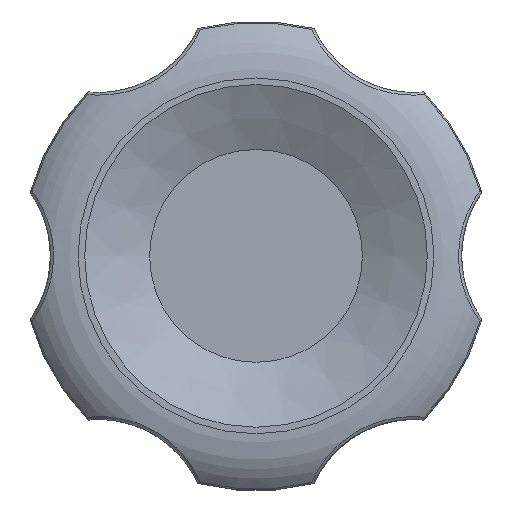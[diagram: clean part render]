
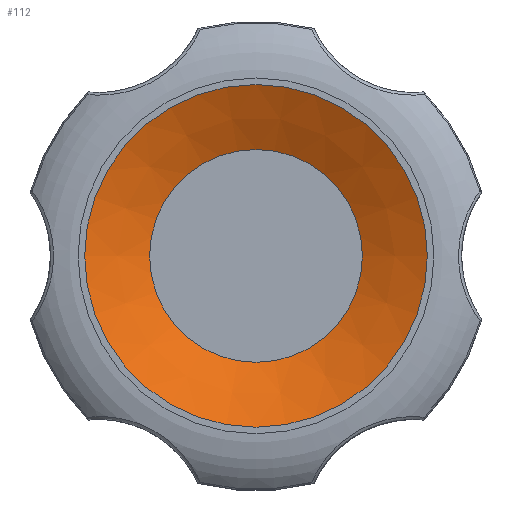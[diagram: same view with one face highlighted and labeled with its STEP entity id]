
A CAD part, top view. The second image highlights one B-rep face of the part: STEP entity #112.
In plain terms, the highlighted conical face has half-angle 64.269 degrees and reference radius 10.95 mm.
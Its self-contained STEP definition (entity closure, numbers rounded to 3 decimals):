
#112 = ADVANCED_FACE( '', ( #255, #256 ), #257, .F. );
#255 = FACE_BOUND( '', #1093, .T. );
#256 = FACE_OUTER_BOUND( '', #1094, .T. );
#257 = CONICAL_SURFACE( '', #1095, 10.95, 1.122 );
#1093 = EDGE_LOOP( '', ( #3408 ) );
#1094 = EDGE_LOOP( '', ( #3409 ) );
#1095 = AXIS2_PLACEMENT_3D( '', #3410, #3411, #3412 );
#3408 = ORIENTED_EDGE( '', *, *, #3731, .F. );
#3409 = ORIENTED_EDGE( '', *, *, #3763, .T. );
#3410 = CARTESIAN_POINT( '', ( 0., 0., 24. ) );
#3411 = DIRECTION( '', ( 0., 0., 1. ) );
#3412 = DIRECTION( '', ( 1., 0., 0. ) );
#3731 = EDGE_CURVE( '', #3950, #3950, #3951, .T. );
#3763 = EDGE_CURVE( '', #3995, #3995, #3996, .T. );
#3950 = VERTEX_POINT( '', #4838 );
#3951 = CIRCLE( '', #4839, 6.8 );
#3995 = VERTEX_POINT( '', #5205 );
#3996 = CIRCLE( '', #5206, 10.95 );
#4838 = CARTESIAN_POINT( '', ( 6.8, 0., 22. ) );
#4839 = AXIS2_PLACEMENT_3D( '', #6456, #6457, #6458 );
#5205 = CARTESIAN_POINT( '', ( 10.95, 0., 24. ) );
#5206 = AXIS2_PLACEMENT_3D( '', #6476, #6477, #6478 );
#6456 = CARTESIAN_POINT( '', ( 0., 0., 22. ) );
#6457 = DIRECTION( '', ( 0., 0., 1. ) );
#6458 = DIRECTION( '', ( 1., 0., 0. ) );
#6476 = CARTESIAN_POINT( '', ( 0., 0., 24. ) );
#6477 = DIRECTION( '', ( 0., 0., 1. ) );
#6478 = DIRECTION( '', ( 1., 0., 0. ) );
